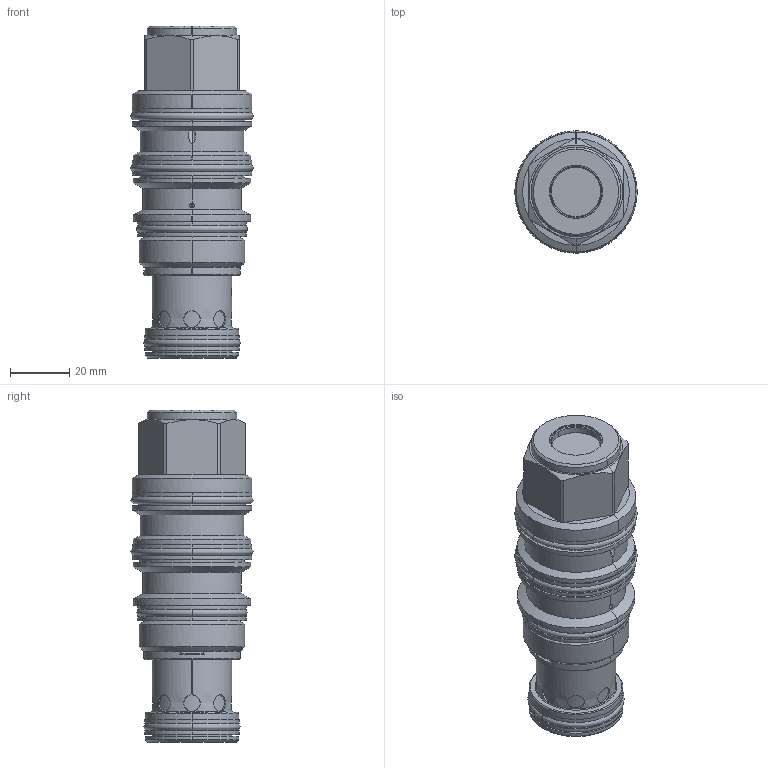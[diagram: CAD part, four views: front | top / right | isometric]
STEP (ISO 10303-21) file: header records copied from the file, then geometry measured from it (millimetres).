
FILE_DESCRIPTION((''),'2;1');
FILE_NAME('RVGD8WN_SW_PRT','2020-04-17T',('charlief'),(''),'PRO/ENGINEER BY PARAMETRIC TECHNOLOGY CORPORATION, 2016010','PRO/ENGINEER BY PARAMETRIC TECHNOLOGY CORPORATION, 2016010','');
FILE_SCHEMA(('CONFIG_CONTROL_DESIGN'));
Products named in the file (1): RVGD8WN_SW_PRT
Bounding box: 41.17 x 41.17 x 111.91 mm (x, y, z)
Surface area: 33398.2 mm2 (no closed solid volume)
Topology: 0 solids, 0 shells, 266 faces, 1234 edges, 1212 vertices
Faces by surface type: bspline 234, torus 32
Entity records: 45124 total; most frequent: CARTESIAN_POINT 34470, DIRECTION 1709, TRIMMED_CURVE 1339, DEFINITIONAL_REPRESENTATION 1190, PCURVE 1190, COMPOSITE_CURVE_SEGMENT 1190, VECTOR 1033, LINE 1033
